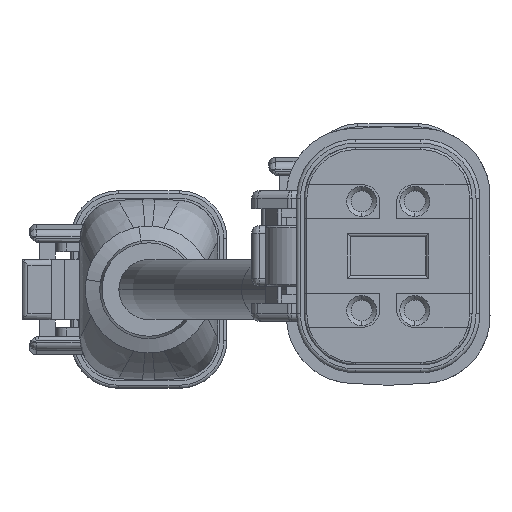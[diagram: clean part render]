
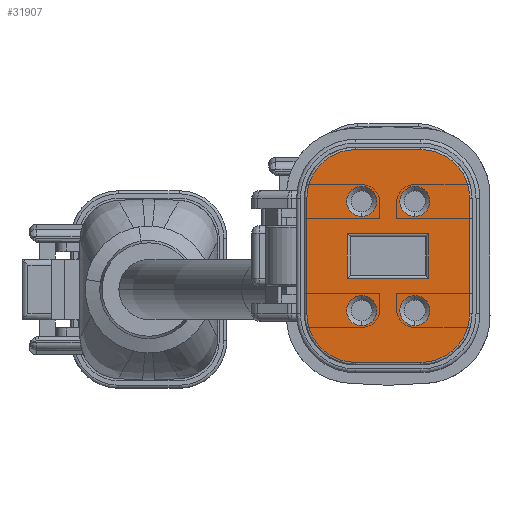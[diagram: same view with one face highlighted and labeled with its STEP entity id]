
A CAD part, left-side view. The second image highlights one B-rep face of the part: STEP entity #31907.
In plain terms, the highlighted planar face has unit normal (-1, 0, 0).
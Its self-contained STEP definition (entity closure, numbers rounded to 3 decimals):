
#23611=CARTESIAN_POINT('',(-1.268,-2.731,-4.826));
#23612=DIRECTION('',(1.,0.,0.));
#23613=DIRECTION('',(0.,-1.,0.));
#23614=AXIS2_PLACEMENT_3D('',#23611,#23612,#23613);
#23616=CARTESIAN_POINT('',(-1.268,2.731,-4.826));
#23617=DIRECTION('',(1.,0.,0.));
#23618=DIRECTION('',(0.,0.,-1.));
#23619=AXIS2_PLACEMENT_3D('',#23616,#23617,#23618);
#23621=CARTESIAN_POINT('',(-1.268,2.731,4.826));
#23622=DIRECTION('',(1.,0.,0.));
#23623=DIRECTION('',(0.,1.,0.));
#23624=AXIS2_PLACEMENT_3D('',#23621,#23622,#23623);
#23626=CARTESIAN_POINT('',(-1.268,-2.731,4.826));
#23627=DIRECTION('',(1.,0.,0.));
#23628=DIRECTION('',(0.,0.,1.));
#23629=AXIS2_PLACEMENT_3D('',#23626,#23627,#23628);
#23631=CARTESIAN_POINT('',(-1.268,-2.223,-4.559));
#23632=DIRECTION('',(-1.,0.,0.));
#23633=DIRECTION('',(0.,0.,1.));
#23634=AXIS2_PLACEMENT_3D('',#23631,#23632,#23633);
#23636=CARTESIAN_POINT('',(-1.268,-2.223,-4.559));
#23637=DIRECTION('',(-1.,0.,0.));
#23638=DIRECTION('',(0.,0.,-1.));
#23639=AXIS2_PLACEMENT_3D('',#23636,#23637,#23638);
#23641=CARTESIAN_POINT('',(-1.268,2.223,-4.559));
#23642=DIRECTION('',(-1.,0.,0.));
#23643=DIRECTION('',(0.,0.,1.));
#23644=AXIS2_PLACEMENT_3D('',#23641,#23642,#23643);
#23646=CARTESIAN_POINT('',(-1.268,2.223,-4.559));
#23647=DIRECTION('',(-1.,0.,0.));
#23648=DIRECTION('',(0.,0.,-1.));
#23649=AXIS2_PLACEMENT_3D('',#23646,#23647,#23648);
#23651=CARTESIAN_POINT('',(-1.268,-2.223,4.559));
#23652=DIRECTION('',(-1.,0.,0.));
#23653=DIRECTION('',(0.,0.,1.));
#23654=AXIS2_PLACEMENT_3D('',#23651,#23652,#23653);
#23656=CARTESIAN_POINT('',(-1.268,-2.223,4.559));
#23657=DIRECTION('',(-1.,0.,0.));
#23658=DIRECTION('',(0.,0.,-1.));
#23659=AXIS2_PLACEMENT_3D('',#23656,#23657,#23658);
#23661=CARTESIAN_POINT('',(-1.268,2.223,4.559));
#23662=DIRECTION('',(-1.,0.,0.));
#23663=DIRECTION('',(0.,0.,1.));
#23664=AXIS2_PLACEMENT_3D('',#23661,#23662,#23663);
#23666=CARTESIAN_POINT('',(-1.268,2.223,4.559));
#23667=DIRECTION('',(-1.,0.,0.));
#23668=DIRECTION('',(0.,0.,-1.));
#23669=AXIS2_PLACEMENT_3D('',#23666,#23667,#23668);
#23671=DIRECTION('',(0.,0.,1.));
#23672=VECTOR('',#23671,9.652);
#23673=CARTESIAN_POINT('',(-1.268,-6.795,-4.826));
#23674=LINE('',#23673,#23672);
#23694=DIRECTION('',(0.,1.,0.));
#23695=VECTOR('',#23694,5.461);
#23696=CARTESIAN_POINT('',(-1.268,-2.731,8.89));
#23697=LINE('',#23696,#23695);
#23885=DIRECTION('',(0.,-1.,0.));
#23886=VECTOR('',#23885,5.461);
#23887=CARTESIAN_POINT('',(-1.268,2.731,-8.89));
#23888=LINE('',#23887,#23886);
#24430=DIRECTION('',(0.,0.,-1.));
#24431=VECTOR('',#24430,9.652);
#24432=CARTESIAN_POINT('',(-1.268,6.795,4.826));
#24433=LINE('',#24432,#24431);
#24505=DIRECTION('',(0.,-1.,0.));
#24506=VECTOR('',#24505,6.807);
#24507=CARTESIAN_POINT('',(-1.268,3.404,1.867));
#24508=LINE('',#24507,#24506);
#24525=DIRECTION('',(0.,0.,-1.));
#24526=VECTOR('',#24525,3.734);
#24527=CARTESIAN_POINT('',(-1.268,-3.404,1.867));
#24528=LINE('',#24527,#24526);
#24544=DIRECTION('',(0.,1.,0.));
#24545=VECTOR('',#24544,6.807);
#24546=CARTESIAN_POINT('',(-1.268,-3.404,-1.867));
#24547=LINE('',#24546,#24545);
#24578=DIRECTION('',(0.,0.,1.));
#24579=VECTOR('',#24578,3.734);
#24580=CARTESIAN_POINT('',(-1.268,3.404,-1.867));
#24581=LINE('',#24580,#24579);
#28584=CARTESIAN_POINT('',(-1.268,2.731,-8.89));
#28585=CARTESIAN_POINT('',(-1.268,6.795,-4.826));
#28586=VERTEX_POINT('',#28584);
#28587=VERTEX_POINT('',#28585);
#28588=CARTESIAN_POINT('',(-1.268,-6.795,-4.826));
#28589=CARTESIAN_POINT('',(-1.268,-6.795,4.826));
#28590=VERTEX_POINT('',#28588);
#28591=VERTEX_POINT('',#28589);
#28592=CARTESIAN_POINT('',(-1.268,-2.731,-8.89));
#28593=VERTEX_POINT('',#28592);
#28594=CARTESIAN_POINT('',(-1.268,6.795,4.826));
#28595=VERTEX_POINT('',#28594);
#28596=CARTESIAN_POINT('',(-1.268,2.731,8.89));
#28597=VERTEX_POINT('',#28596);
#28598=CARTESIAN_POINT('',(-1.268,-2.731,8.89));
#28599=VERTEX_POINT('',#28598);
#28600=CARTESIAN_POINT('',(-1.268,-2.223,-3.302));
#28601=CARTESIAN_POINT('',(-1.268,-2.223,-5.817));
#28602=VERTEX_POINT('',#28600);
#28603=VERTEX_POINT('',#28601);
#28604=CARTESIAN_POINT('',(-1.268,2.223,-3.302));
#28605=CARTESIAN_POINT('',(-1.268,2.223,-5.817));
#28606=VERTEX_POINT('',#28604);
#28607=VERTEX_POINT('',#28605);
#28608=CARTESIAN_POINT('',(-1.268,-2.223,5.817));
#28609=CARTESIAN_POINT('',(-1.268,-2.223,3.302));
#28610=VERTEX_POINT('',#28608);
#28611=VERTEX_POINT('',#28609);
#28612=CARTESIAN_POINT('',(-1.268,2.223,5.817));
#28613=CARTESIAN_POINT('',(-1.268,2.223,3.302));
#28614=VERTEX_POINT('',#28612);
#28615=VERTEX_POINT('',#28613);
#28616=CARTESIAN_POINT('',(-1.268,3.404,1.867));
#28617=CARTESIAN_POINT('',(-1.268,-3.404,1.867));
#28618=VERTEX_POINT('',#28616);
#28619=VERTEX_POINT('',#28617);
#28620=CARTESIAN_POINT('',(-1.268,3.404,-1.867));
#28621=VERTEX_POINT('',#28620);
#28622=CARTESIAN_POINT('',(-1.268,-3.404,-1.867));
#28623=VERTEX_POINT('',#28622);
#31851=CARTESIAN_POINT('',(-1.268,0.,0.));
#31852=DIRECTION('',(-1.,0.,0.));
#31853=DIRECTION('',(0.,0.,1.));
#31854=AXIS2_PLACEMENT_3D('',#31851,#31852,#31853);
#31855=PLANE('',#31854);
#31857=ORIENTED_EDGE('',*,*,#31856,.F.);
#31859=ORIENTED_EDGE('',*,*,#31858,.T.);
#31861=ORIENTED_EDGE('',*,*,#31860,.F.);
#31863=ORIENTED_EDGE('',*,*,#31862,.T.);
#31865=ORIENTED_EDGE('',*,*,#31864,.F.);
#31866=ORIENTED_EDGE('',*,*,#31834,.T.);
#31868=ORIENTED_EDGE('',*,*,#31867,.F.);
#31870=ORIENTED_EDGE('',*,*,#31869,.T.);
#31871=EDGE_LOOP('',(#31857,#31859,#31861,#31863,#31865,#31866,#31868,#31870));
#31872=FACE_OUTER_BOUND('',#31871,.F.);
#31874=ORIENTED_EDGE('',*,*,#31873,.T.);
#31876=ORIENTED_EDGE('',*,*,#31875,.T.);
#31877=EDGE_LOOP('',(#31874,#31876));
#31878=FACE_BOUND('',#31877,.F.);
#31880=ORIENTED_EDGE('',*,*,#31879,.T.);
#31882=ORIENTED_EDGE('',*,*,#31881,.T.);
#31883=EDGE_LOOP('',(#31880,#31882));
#31884=FACE_BOUND('',#31883,.F.);
#31886=ORIENTED_EDGE('',*,*,#31885,.T.);
#31888=ORIENTED_EDGE('',*,*,#31887,.T.);
#31889=EDGE_LOOP('',(#31886,#31888));
#31890=FACE_BOUND('',#31889,.F.);
#31892=ORIENTED_EDGE('',*,*,#31891,.T.);
#31894=ORIENTED_EDGE('',*,*,#31893,.T.);
#31895=EDGE_LOOP('',(#31892,#31894));
#31896=FACE_BOUND('',#31895,.F.);
#31898=ORIENTED_EDGE('',*,*,#31897,.F.);
#31900=ORIENTED_EDGE('',*,*,#31899,.F.);
#31902=ORIENTED_EDGE('',*,*,#31901,.F.);
#31904=ORIENTED_EDGE('',*,*,#31903,.F.);
#31905=EDGE_LOOP('',(#31898,#31900,#31902,#31904));
#31906=FACE_BOUND('',#31905,.F.);
#31907=ADVANCED_FACE('',(#31872,#31878,#31884,#31890,#31896,#31906),#31855,.T.);
#23615=CIRCLE('',#23614,4.064);
#23620=CIRCLE('',#23619,4.064);
#23625=CIRCLE('',#23624,4.064);
#23630=CIRCLE('',#23629,4.064);
#23635=CIRCLE('',#23634,1.257);
#23640=CIRCLE('',#23639,1.257);
#23645=CIRCLE('',#23644,1.257);
#23650=CIRCLE('',#23649,1.257);
#23655=CIRCLE('',#23654,1.257);
#23660=CIRCLE('',#23659,1.257);
#23665=CIRCLE('',#23664,1.257);
#23670=CIRCLE('',#23669,1.257);
#31834=EDGE_CURVE('',#28595,#28597,#23625,.T.);
#31856=EDGE_CURVE('',#28590,#28591,#23674,.T.);
#31858=EDGE_CURVE('',#28590,#28593,#23615,.T.);
#31860=EDGE_CURVE('',#28586,#28593,#23888,.T.);
#31862=EDGE_CURVE('',#28586,#28587,#23620,.T.);
#31864=EDGE_CURVE('',#28595,#28587,#24433,.T.);
#31867=EDGE_CURVE('',#28599,#28597,#23697,.T.);
#31869=EDGE_CURVE('',#28599,#28591,#23630,.T.);
#31873=EDGE_CURVE('',#28602,#28603,#23635,.T.);
#31875=EDGE_CURVE('',#28603,#28602,#23640,.T.);
#31879=EDGE_CURVE('',#28606,#28607,#23645,.T.);
#31881=EDGE_CURVE('',#28607,#28606,#23650,.T.);
#31885=EDGE_CURVE('',#28610,#28611,#23655,.T.);
#31887=EDGE_CURVE('',#28611,#28610,#23660,.T.);
#31891=EDGE_CURVE('',#28614,#28615,#23665,.T.);
#31893=EDGE_CURVE('',#28615,#28614,#23670,.T.);
#31897=EDGE_CURVE('',#28618,#28619,#24508,.T.);
#31899=EDGE_CURVE('',#28621,#28618,#24581,.T.);
#31901=EDGE_CURVE('',#28623,#28621,#24547,.T.);
#31903=EDGE_CURVE('',#28619,#28623,#24528,.T.);
